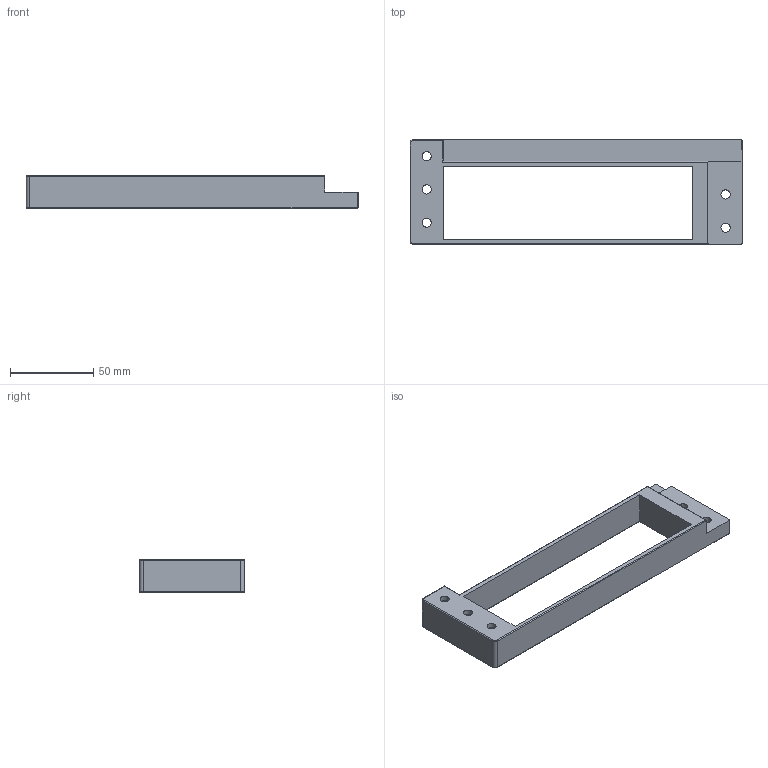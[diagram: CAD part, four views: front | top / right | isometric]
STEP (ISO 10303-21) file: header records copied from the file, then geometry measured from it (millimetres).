
FILE_DESCRIPTION(/* description */ (''),/* implementation_level */ '2;1');
FILE_NAME(/* name */ 'Voron Artillery Front Grill right.step',/* time_stamp */ '2023-04-29T13:42:18-04:00',/* author */ (''),/* organization */ (''),/* preprocessor_version */ 'ST-DEVELOPER v19.2',/* originating_system */ 'Autodesk Translation Framework v12.4.0.73',/* authorisation */ '');
FILE_SCHEMA (('AUTOMOTIVE_DESIGN { 1 0 10303 214 3 1 1 }'));
Length unit declared in the file: millimetre
Products named in the file (1): Voron Artillery Front Grill
Bounding box: 199.9 x 63 x 20 mm (x, y, z)
Volume: 60585.5 mm3; surface area: 33722.1 mm2
Topology: 1 solids, 1 shells, 139 faces, 355 edges, 229 vertices
Faces by surface type: cylinder 69, plane 63, torus 4, sphere 2, cone 1
Full cylindrical faces by diameter (mm): 2.4 x2, 5.5 x5, 6.1 x1, 10 x2
Entity records: 4277 total; most frequent: DIRECTION 770, CARTESIAN_POINT 724, ORIENTED_EDGE 710, EDGE_CURVE 355, AXIS2_PLACEMENT_3D 275, VERTEX_POINT 229, LINE 220, VECTOR 220
